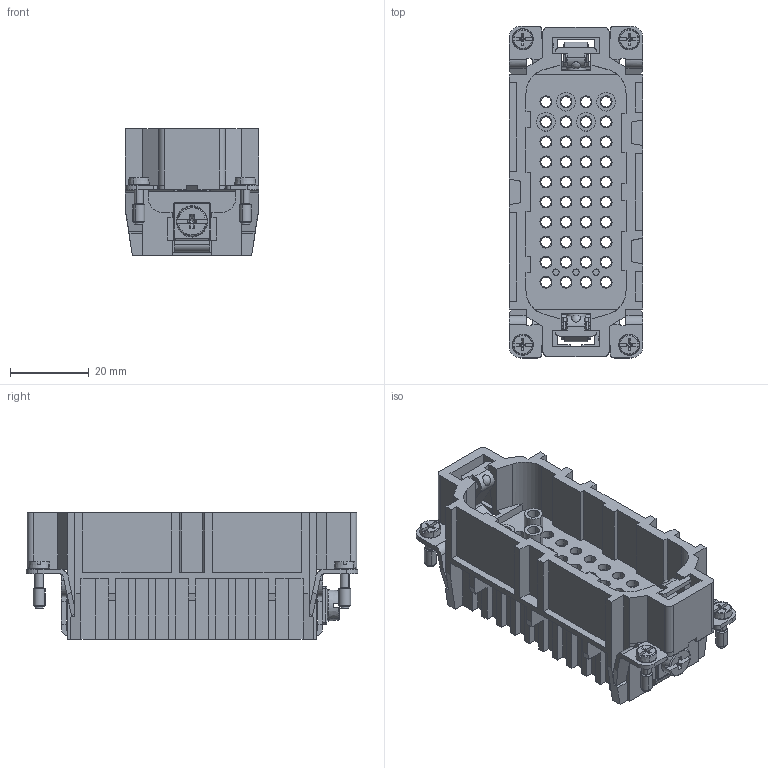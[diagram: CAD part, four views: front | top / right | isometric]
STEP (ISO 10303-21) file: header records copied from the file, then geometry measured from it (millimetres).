
FILE_DESCRIPTION(('CATIA V5 STEP','CAx-IF Rec.Pracs.--- Model Styling and Organization---1.2---2011-12-15'),'2;1');
FILE_NAME ('13455364_2', '2018-08-20T08:36:25+00:00', ('none'), ('Weidmueller'), 'CATIA Version 5-6 Release 2014 SP4 HF52', 'CATIA V5 STEP AP214', 'none');
FILE_SCHEMA(('AUTOMOTIVE_DESIGN { 1 0 10303 214 1 1 1 1 }'));
Products named in the file (1): 1601710000
Bounding box: 33.9 x 84.2 x 32.1 mm (x, y, z)
Volume: 28000.8 mm3; surface area: 29734.3 mm2
Topology: 1 solids, 1 shells, 1692 faces, 4789 edges, 2991 vertices
Faces by surface type: plane 751, cone 454, cylinder 409, torus 56, bspline 16, sphere 6
Entity records: 52271 total; most frequent: CARTESIAN_POINT 12436, ORIENTED_EDGE 9534, DIRECTION 6154, EDGE_CURVE 4767, VERTEX_POINT 2987, VECTOR 2793, LINE 2793, AXIS2_PLACEMENT_3D 2365
